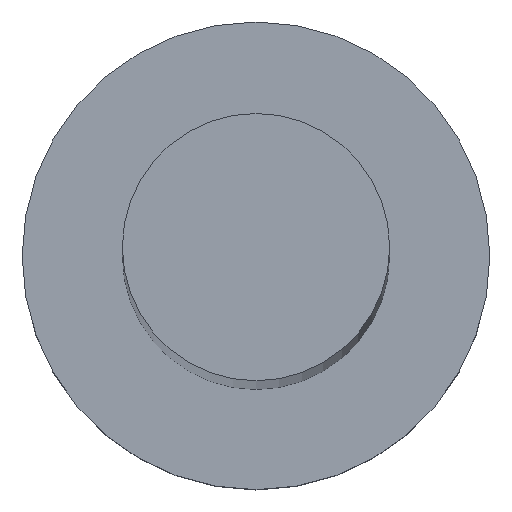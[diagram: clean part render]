
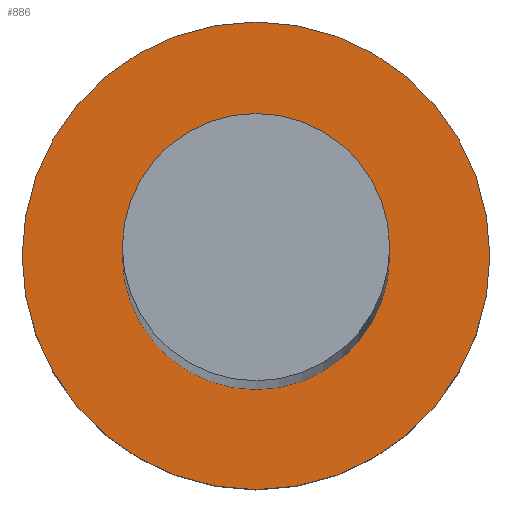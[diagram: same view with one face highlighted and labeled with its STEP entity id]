
A CAD part, top view. The second image highlights one B-rep face of the part: STEP entity #886.
In plain terms, the highlighted planar face has unit normal (0, 0, 1).
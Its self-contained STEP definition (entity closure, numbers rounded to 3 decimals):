
#25 = DIRECTION ( 'NONE',  ( 1., 0., 0. ) ) ;
#37 = EDGE_LOOP ( 'NONE', ( #329, #755 ) ) ;
#56 = AXIS2_PLACEMENT_3D ( 'NONE', #297, #1068, #81 ) ;
#81 = DIRECTION ( 'NONE',  ( 1., 0., 0. ) ) ;
#97 = AXIS2_PLACEMENT_3D ( 'NONE', #578, #985, #25 ) ;
#100 = EDGE_CURVE ( 'NONE', #989, #138, #381, .T. ) ;
#138 = VERTEX_POINT ( 'NONE', #980 ) ;
#223 = CARTESIAN_POINT ( 'NONE',  ( 0., 0., 5. ) ) ;
#297 = CARTESIAN_POINT ( 'NONE',  ( 0., 0., 5. ) ) ;
#318 = VERTEX_POINT ( 'NONE', #1096 ) ;
#329 = ORIENTED_EDGE ( 'NONE', *, *, #100, .F. ) ;
#363 = AXIS2_PLACEMENT_3D ( 'NONE', #600, #593, #1029 ) ;
#373 = FACE_BOUND ( 'NONE', #37, .T. ) ;
#381 = CIRCLE ( 'NONE', #558, 4. ) ;
#410 = EDGE_LOOP ( 'NONE', ( #719, #1380 ) ) ;
#420 = DIRECTION ( 'NONE',  ( 1., 0., 0. ) ) ;
#541 = DIRECTION ( 'NONE',  ( 1., 0., 0. ) ) ;
#558 = AXIS2_PLACEMENT_3D ( 'NONE', #223, #1292, #541 ) ;
#578 = CARTESIAN_POINT ( 'NONE',  ( 0., 0., 5. ) ) ;
#593 = DIRECTION ( 'NONE',  ( 0., 0., 1. ) ) ;
#600 = CARTESIAN_POINT ( 'NONE',  ( 0., 0., 5. ) ) ;
#653 = CIRCLE ( 'NONE', #1154, 4. ) ;
#719 = ORIENTED_EDGE ( 'NONE', *, *, #1196, .T. ) ;
#755 = ORIENTED_EDGE ( 'NONE', *, *, #1058, .F. ) ;
#806 = FACE_OUTER_BOUND ( 'NONE', #410, .T. ) ;
#825 = DIRECTION ( 'NONE',  ( 0., 0., 1. ) ) ;
#839 = CARTESIAN_POINT ( 'NONE',  ( 0., 0., 5. ) ) ;
#886 = ADVANCED_FACE ( 'NONE', ( #373, #806 ), #1131, .T. ) ;
#903 = CIRCLE ( 'NONE', #97, 7. ) ;
#927 = CIRCLE ( 'NONE', #56, 7. ) ;
#980 = CARTESIAN_POINT ( 'NONE',  ( 4., 0., 5. ) ) ;
#985 = DIRECTION ( 'NONE',  ( 0., 0., 1. ) ) ;
#989 = VERTEX_POINT ( 'NONE', #1055 ) ;
#1029 = DIRECTION ( 'NONE',  ( 1., 0., 0. ) ) ;
#1055 = CARTESIAN_POINT ( 'NONE',  ( -4., 0., 5. ) ) ;
#1058 = EDGE_CURVE ( 'NONE', #138, #989, #653, .T. ) ;
#1068 = DIRECTION ( 'NONE',  ( 0., 0., 1. ) ) ;
#1096 = CARTESIAN_POINT ( 'NONE',  ( 7., 0., 5. ) ) ;
#1131 = PLANE ( 'NONE',  #363 ) ;
#1154 = AXIS2_PLACEMENT_3D ( 'NONE', #839, #825, #420 ) ;
#1196 = EDGE_CURVE ( 'NONE', #1207, #318, #927, .T. ) ;
#1207 = VERTEX_POINT ( 'NONE', #1384 ) ;
#1292 = DIRECTION ( 'NONE',  ( 0., 0., 1. ) ) ;
#1301 = EDGE_CURVE ( 'NONE', #318, #1207, #903, .T. ) ;
#1380 = ORIENTED_EDGE ( 'NONE', *, *, #1301, .T. ) ;
#1384 = CARTESIAN_POINT ( 'NONE',  ( -7., 0., 5. ) ) ;
